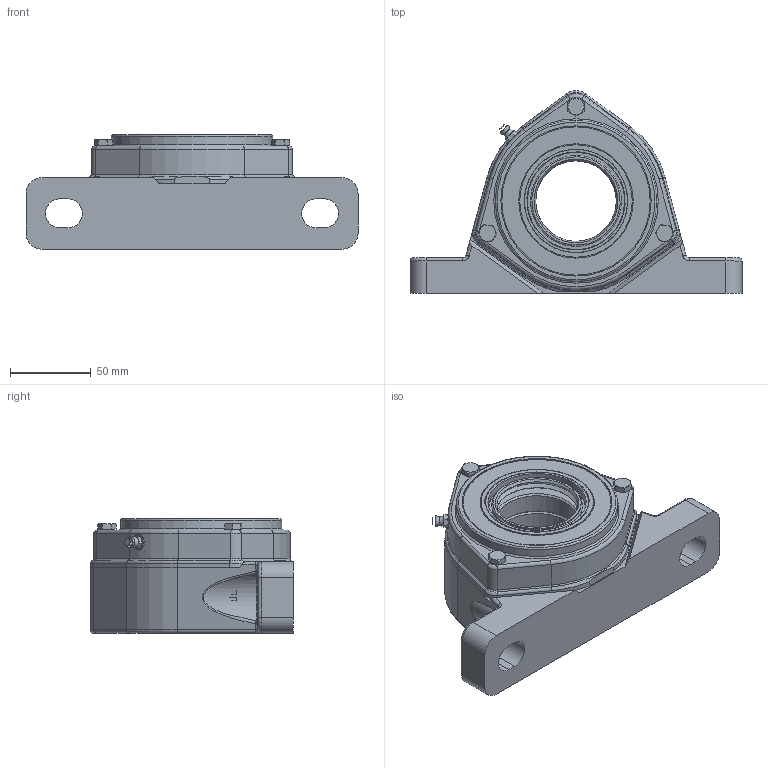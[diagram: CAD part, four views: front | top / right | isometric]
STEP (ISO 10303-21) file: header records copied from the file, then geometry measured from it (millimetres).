
FILE_DESCRIPTION(/* description */ (''),/* implementation_level */ '2;1');
FILE_NAME(/* name */ 'NG50SF21.stp',/* time_stamp */ '2019-12-13T10:34:43+01:00',/* author */ ('fje'),/* organization */ (''),/* preprocessor_version */ 'ST-DEVELOPER v17',/* originating_system */ 'Autodesk Inventor 2018',/* authorisation */ '');
FILE_SCHEMA (('CONFIG_CONTROL_DESIGN'));
Length unit declared in the file: millimetre
Products named in the file (1): Part2
Bounding box: 206 x 125.7 x 71 mm (x, y, z)
Volume: 618894.6 mm3; surface area: 164980.2 mm2
Topology: 17 solids, 17 shells, 495 faces, 1240 edges, 806 vertices
Faces by surface type: plane 211, cylinder 146, cone 72, torus 51, bspline 14, sphere 1
Full cylindrical faces by diameter (mm): 3 x4, 4.917 x3, 5.459 x3, 6 x5, 6.5 x3, 6.647 x1, 6.8 x1, 7 x6, 7.8 x6, 8 x2, 8.7 x3, 9 x4, 10 x1, 50 x2, 54.8 x2, 58.3 x1, 60.2 x1, 61 x2, 61.5 x2, 64 x2, 65 x4, 69.8 x1, 70 x1, 71 x1, 88 x2, 92 x2, 93.2 x1, 100 x2, 104 x1, 106.8 x1
Entity records: 16301 total; most frequent: CARTESIAN_POINT 3630, DIRECTION 2663, ORIENTED_EDGE 2440, EDGE_CURVE 1220, AXIS2_PLACEMENT_3D 1067, VERTEX_POINT 802, EDGE_LOOP 579, CIRCLE 579
